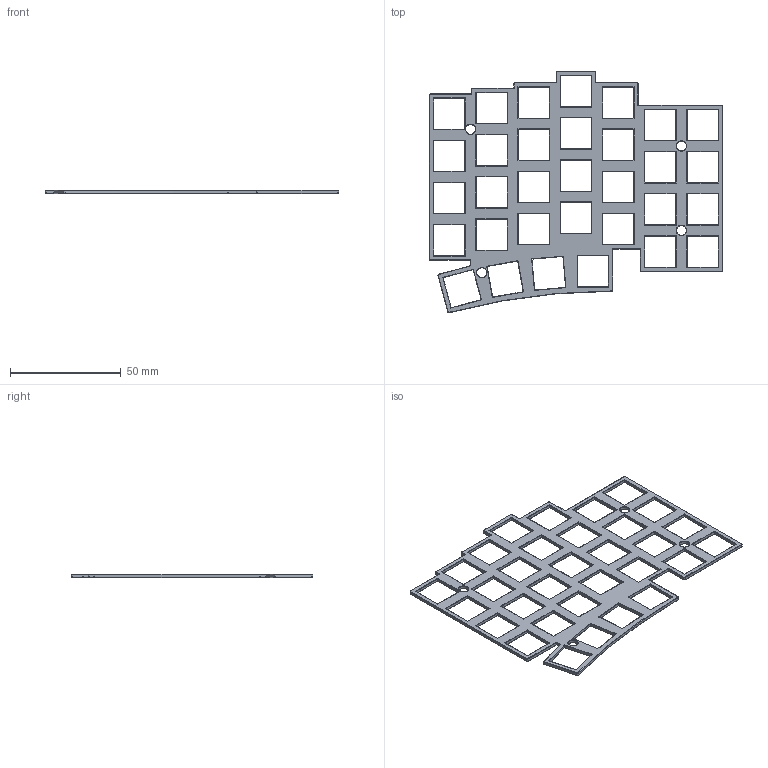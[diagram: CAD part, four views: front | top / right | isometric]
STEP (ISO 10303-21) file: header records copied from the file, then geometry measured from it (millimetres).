
FILE_DESCRIPTION(/* description */ (''),/* implementation_level */ '2;1');
FILE_NAME(/* name */ 'plate.step',/* time_stamp */ '2024-07-10T12:38:53-04:00',/* author */ (''),/* organization */ (''),/* preprocessor_version */ 'ST-DEVELOPER v20',/* originating_system */ 'Autodesk Translation Framework v13.14.0.145',/* authorisation */ '');
FILE_SCHEMA (('AUTOMOTIVE_DESIGN { 1 0 10303 214 3 1 1 }'));
Length unit declared in the file: millimetre
Products named in the file (1): plate
Bounding box: 132.35 x 109.04 x 1.5 mm (x, y, z)
Volume: 7875.7 mm3; surface area: 13770 mm2
Topology: 1 solids, 1 shells, 503 faces, 1177 edges, 676 vertices
Faces by surface type: cylinder 316, plane 151, torus 36
Full cylindrical faces by diameter (mm): 4.4 x4
Entity records: 14214 total; most frequent: DIRECTION 2599, CARTESIAN_POINT 2357, ORIENTED_EDGE 2354, EDGE_CURVE 1177, AXIS2_PLACEMENT_3D 918, LINE 763, VECTOR 763, VERTEX_POINT 676
